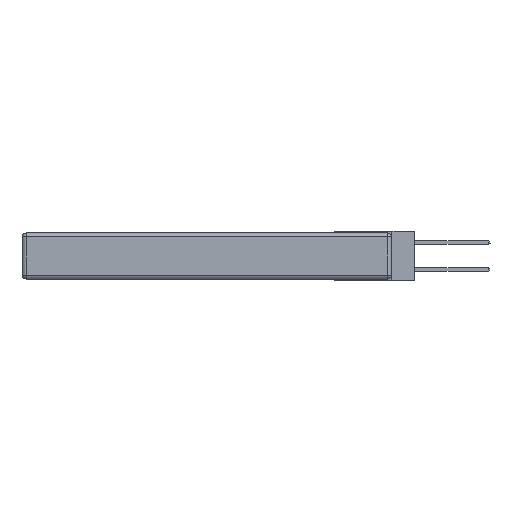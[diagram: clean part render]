
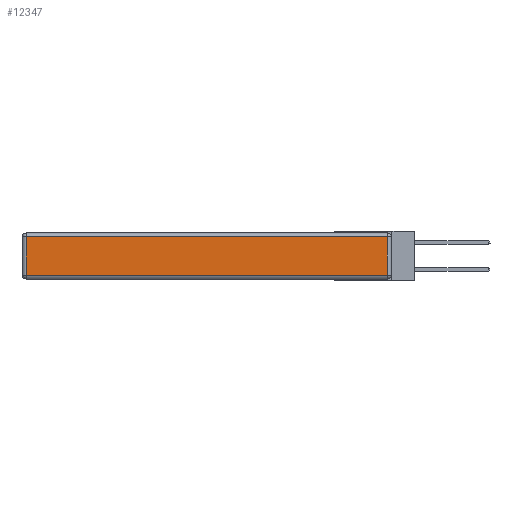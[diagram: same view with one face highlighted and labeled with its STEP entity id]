
A CAD part, left-side view. The second image highlights one B-rep face of the part: STEP entity #12347.
In plain terms, the highlighted planar face has unit normal (-1, 0, 0).
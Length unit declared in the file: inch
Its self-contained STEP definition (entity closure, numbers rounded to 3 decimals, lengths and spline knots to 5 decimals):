
#623 = ORIENTED_EDGE ( 'NONE', *, *, #10680, .T. ) ;
#1738 = DIRECTION ( 'NONE',  ( 0., -1., 0. ) ) ;
#2246 = DIRECTION ( 'NONE',  ( 0., 0., 1. ) ) ;
#2633 = DIRECTION ( 'NONE',  ( 0., 0., 1. ) ) ;
#5161 = VERTEX_POINT ( 'NONE', #14262 ) ;
#5312 = ORIENTED_EDGE ( 'NONE', *, *, #25031, .T. ) ;
#6797 = CARTESIAN_POINT ( 'NONE',  ( 0., 0., -0.343 ) ) ;
#7096 = DIRECTION ( 'NONE',  ( -1., 0., 0. ) ) ;
#7226 = VERTEX_POINT ( 'NONE', #18230 ) ;
#8956 = EDGE_CURVE ( 'NONE', #9512, #23625, #9988, .T. ) ;
#9176 = CARTESIAN_POINT ( 'NONE',  ( 0., 0.03, -0.343 ) ) ;
#9440 = CARTESIAN_POINT ( 'NONE',  ( 0., 2.72, -0.313 ) ) ;
#9512 = VERTEX_POINT ( 'NONE', #25041 ) ;
#9988 = LINE ( 'NONE', #25049, #16502 ) ;
#10426 = VECTOR ( 'NONE', #26180, 39.37008 ) ;
#10443 = CARTESIAN_POINT ( 'NONE',  ( 0., 2.75, -0.03 ) ) ;
#10680 = EDGE_CURVE ( 'NONE', #5161, #7226, #14719, .T. ) ;
#11061 = VECTOR ( 'NONE', #2633, 39.37008 ) ;
#11683 = FACE_OUTER_BOUND ( 'NONE', #23128, .T. ) ;
#11945 = LINE ( 'NONE', #20286, #26631 ) ;
#12347 = ADVANCED_FACE ( 'NONE', ( #11683 ), #16230, .T. ) ;
#14262 = CARTESIAN_POINT ( 'NONE',  ( 0., 0.03, -0.313 ) ) ;
#14719 = LINE ( 'NONE', #9176, #11061 ) ;
#16169 = ORIENTED_EDGE ( 'NONE', *, *, #8956, .T. ) ;
#16230 = PLANE ( 'NONE',  #26502 ) ;
#16502 = VECTOR ( 'NONE', #17951, 39.37008 ) ;
#17951 = DIRECTION ( 'NONE',  ( 0., 0., -1. ) ) ;
#17974 = LINE ( 'NONE', #10443, #10426 ) ;
#18230 = CARTESIAN_POINT ( 'NONE',  ( 0., 0.03, -0.03 ) ) ;
#19200 = EDGE_CURVE ( 'NONE', #23625, #5161, #11945, .T. ) ;
#20286 = CARTESIAN_POINT ( 'NONE',  ( 0., 0., -0.313 ) ) ;
#23128 = EDGE_LOOP ( 'NONE', ( #27411, #623, #5312, #16169 ) ) ;
#23625 = VERTEX_POINT ( 'NONE', #9440 ) ;
#25031 = EDGE_CURVE ( 'NONE', #7226, #9512, #17974, .T. ) ;
#25041 = CARTESIAN_POINT ( 'NONE',  ( 0., 2.72, -0.03 ) ) ;
#25049 = CARTESIAN_POINT ( 'NONE',  ( 0., 2.72, -0.343 ) ) ;
#26180 = DIRECTION ( 'NONE',  ( 0., 1., 0. ) ) ;
#26502 = AXIS2_PLACEMENT_3D ( 'NONE', #6797, #7096, #2246 ) ;
#26631 = VECTOR ( 'NONE', #1738, 39.37008 ) ;
#27411 = ORIENTED_EDGE ( 'NONE', *, *, #19200, .T. ) ;
